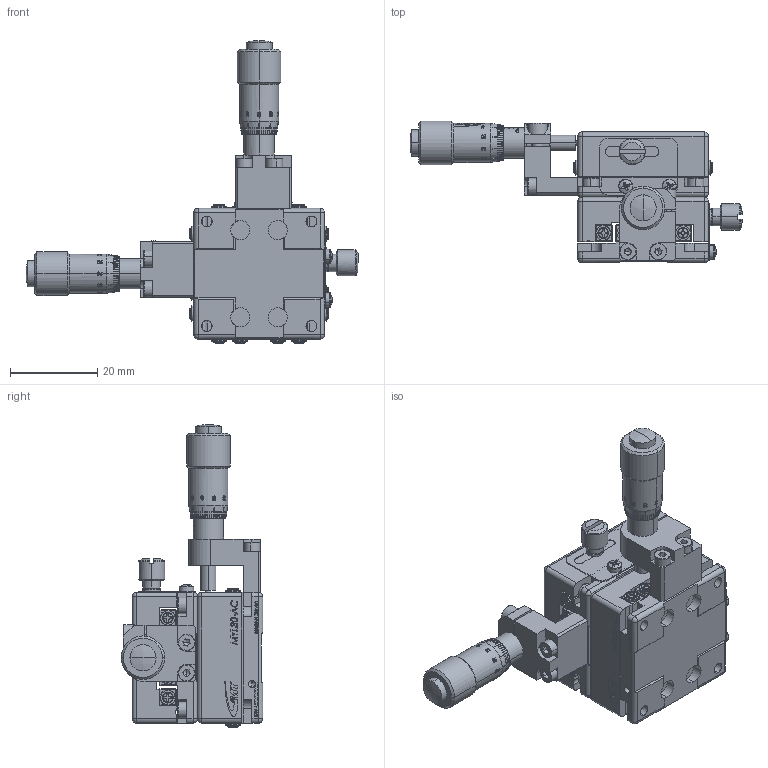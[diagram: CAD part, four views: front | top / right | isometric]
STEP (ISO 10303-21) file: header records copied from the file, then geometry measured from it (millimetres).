
FILE_DESCRIPTION (( 'STEP AP203' ), '1' );
FILE_NAME ('MYL30-AC(«¬¿ý).STEP', '2015-06-19T06:32:36', ( '' ), ( '' ), 'SwSTEP 2.0', 'SolidWorks 2015', '' );
FILE_SCHEMA (( 'CONFIG_CONTROL_DESIGN' ));
Length unit declared in the file: millimetre
Products named in the file (4): Group1^MYL30-AC(模糊化); Group2^MYL30-AC(模糊化); Group3^MYL30-AC(模糊化); MYL30-AC(型錄)
Assembly tree (3 placements, depth 2):
  MYL30-AC(型錄)
    Group1^MYL30-AC(模糊化)
    Group2^MYL30-AC(模糊化)
    Group3^MYL30-AC(模糊化)
Bounding box: 76.2 x 32.5 x 69.48 mm (x, y, z)
Volume: 30204.8 mm3; surface area: 23928.9 mm2
Topology: 39 solids, 39 shells, 5117 faces, 13951 edges, 9179 vertices
Faces by surface type: plane 3283, bspline 722, cylinder 618, cone 279, torus 152, sphere 63
Entity records: 189153 total; most frequent: CARTESIAN_POINT 63916, ORIENTED_EDGE 27738, DIRECTION 22984, EDGE_CURVE 13869, VERTEX_POINT 9173, LINE 8990, VECTOR 8990, AXIS2_PLACEMENT_3D 6997
